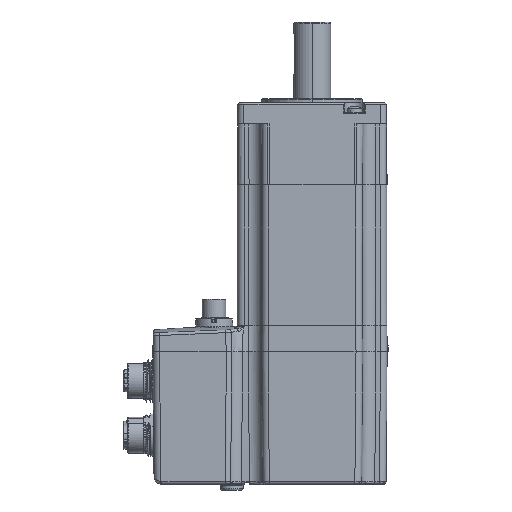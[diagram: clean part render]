
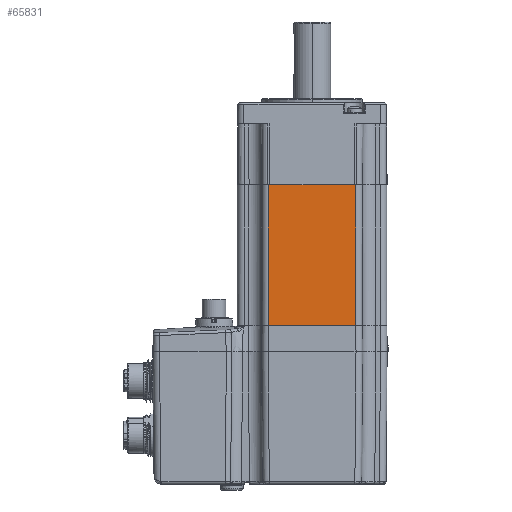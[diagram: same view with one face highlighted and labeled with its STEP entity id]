
A CAD part, front view. The second image highlights one B-rep face of the part: STEP entity #65831.
In plain terms, the highlighted planar face has unit normal (0, -1, 0).
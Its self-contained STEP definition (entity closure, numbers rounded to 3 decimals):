
#110 = CARTESIAN_POINT ( 'NONE',  ( -15.999, -28.2, 10. ) ) ;
#2266 = VECTOR ( 'NONE', #103801, 1000. ) ;
#3221 = FACE_OUTER_BOUND ( 'NONE', #45777, .T. ) ;
#3842 = PLANE ( 'NONE',  #32459 ) ;
#7021 = VECTOR ( 'NONE', #24350, 1000. ) ;
#7320 = EDGE_CURVE ( 'NONE', #98671, #120581, #90752, .T. ) ;
#10996 = VECTOR ( 'NONE', #113308, 1000. ) ;
#12247 = LINE ( 'NONE', #40485, #58871 ) ;
#15947 = CARTESIAN_POINT ( 'NONE',  ( 16.5, -28.2, 10. ) ) ;
#22961 = LINE ( 'NONE', #32354, #32637 ) ;
#23906 = DIRECTION ( 'NONE',  ( 0., 1., 0. ) ) ;
#24246 = VERTEX_POINT ( 'NONE', #91347 ) ;
#24350 = DIRECTION ( 'NONE',  ( 0., 0., -1. ) ) ;
#25372 = DIRECTION ( 'NONE',  ( 0., 0., -1. ) ) ;
#26257 = LINE ( 'NONE', #64415, #10996 ) ;
#31130 = DIRECTION ( 'NONE',  ( 1., 0., 0. ) ) ;
#32354 = CARTESIAN_POINT ( 'NONE',  ( -16.5, -28.2, 10. ) ) ;
#32459 = AXIS2_PLACEMENT_3D ( 'NONE', #109793, #23906, #78451 ) ;
#32637 = VECTOR ( 'NONE', #31130, 1000. ) ;
#37373 = VECTOR ( 'NONE', #25372, 1000. ) ;
#39526 = EDGE_CURVE ( 'NONE', #83527, #55954, #111248, .T. ) ;
#40485 = CARTESIAN_POINT ( 'NONE',  ( -16.5, -28.2, 10. ) ) ;
#43157 = CARTESIAN_POINT ( 'NONE',  ( 16.5, -28.2, -43. ) ) ;
#45777 = EDGE_LOOP ( 'NONE', ( #59523, #63359, #104504, #78540, #118211, #67259 ) ) ;
#49169 = CARTESIAN_POINT ( 'NONE',  ( -16.5, -28.2, 10. ) ) ;
#51574 = EDGE_CURVE ( 'NONE', #24246, #83527, #94987, .T. ) ;
#55915 = CARTESIAN_POINT ( 'NONE',  ( -16.5, -28.2, 10. ) ) ;
#55954 = VERTEX_POINT ( 'NONE', #43157 ) ;
#58871 = VECTOR ( 'NONE', #78079, 1000. ) ;
#59523 = ORIENTED_EDGE ( 'NONE', *, *, #69051, .T. ) ;
#60387 = CARTESIAN_POINT ( 'NONE',  ( -16.5, -28.2, -43. ) ) ;
#61859 = CARTESIAN_POINT ( 'NONE',  ( 16.5, -28.2, 10. ) ) ;
#63359 = ORIENTED_EDGE ( 'NONE', *, *, #39526, .F. ) ;
#64415 = CARTESIAN_POINT ( 'NONE',  ( -16.5, -28.2, -43. ) ) ;
#65831 = ADVANCED_FACE ( 'NONE', ( #3221 ), #3842, .F. ) ;
#67259 = ORIENTED_EDGE ( 'NONE', *, *, #7320, .T. ) ;
#69051 = EDGE_CURVE ( 'NONE', #120581, #55954, #26257, .T. ) ;
#78079 = DIRECTION ( 'NONE',  ( 1., 0., 0. ) ) ;
#78451 = DIRECTION ( 'NONE',  ( 0., 0., 1. ) ) ;
#78540 = ORIENTED_EDGE ( 'NONE', *, *, #115831, .F. ) ;
#83527 = VERTEX_POINT ( 'NONE', #61859 ) ;
#90752 = LINE ( 'NONE', #108994, #7021 ) ;
#91347 = CARTESIAN_POINT ( 'NONE',  ( 15.999, -28.2, 10. ) ) ;
#94987 = LINE ( 'NONE', #49169, #2266 ) ;
#98671 = VERTEX_POINT ( 'NONE', #55915 ) ;
#98693 = VERTEX_POINT ( 'NONE', #110 ) ;
#103801 = DIRECTION ( 'NONE',  ( 1., 0., 0. ) ) ;
#104504 = ORIENTED_EDGE ( 'NONE', *, *, #51574, .F. ) ;
#108994 = CARTESIAN_POINT ( 'NONE',  ( -16.5, -28.2, 10. ) ) ;
#109793 = CARTESIAN_POINT ( 'NONE',  ( -16.5, -28.2, 10. ) ) ;
#111248 = LINE ( 'NONE', #15947, #37373 ) ;
#113308 = DIRECTION ( 'NONE',  ( 1., 0., 0. ) ) ;
#115831 = EDGE_CURVE ( 'NONE', #98693, #24246, #12247, .T. ) ;
#117069 = EDGE_CURVE ( 'NONE', #98671, #98693, #22961, .T. ) ;
#118211 = ORIENTED_EDGE ( 'NONE', *, *, #117069, .F. ) ;
#120581 = VERTEX_POINT ( 'NONE', #60387 ) ;
